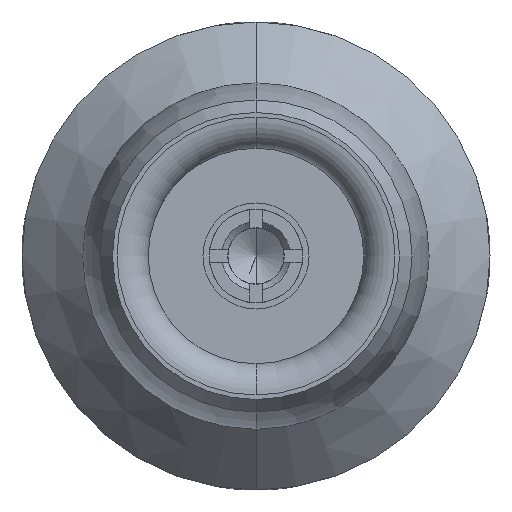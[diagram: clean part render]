
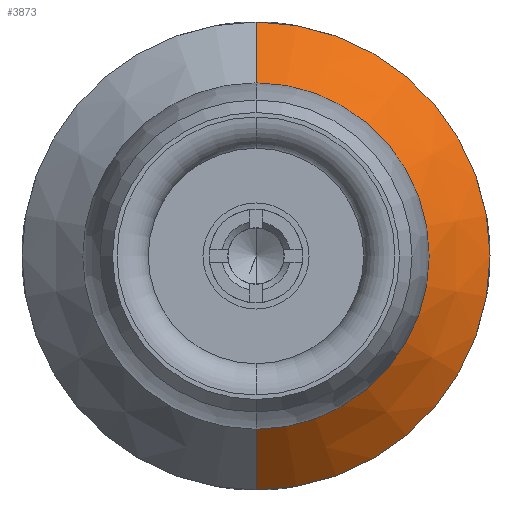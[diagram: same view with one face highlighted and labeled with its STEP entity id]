
A CAD part, left-side view. The second image highlights one B-rep face of the part: STEP entity #3873.
In plain terms, the highlighted conical face has half-angle 45 degrees and reference radius 5.55 mm.
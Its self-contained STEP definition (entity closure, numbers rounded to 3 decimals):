
#27 = ORIENTED_EDGE ( 'NONE', *, *, #3782, .T. ) ;
#36 = CARTESIAN_POINT ( 'NONE',  ( 3., 0., 0. ) ) ;
#283 = DIRECTION ( 'NONE',  ( 0., 0., -1. ) ) ;
#349 = CARTESIAN_POINT ( 'NONE',  ( 4.95, 0., 0. ) ) ;
#364 = CARTESIAN_POINT ( 'NONE',  ( 3., 0., 0. ) ) ;
#821 = CONICAL_SURFACE ( 'NONE', #1949, 5.55, 0.785 ) ;
#982 = DIRECTION ( 'NONE',  ( 0.707, 0., -0.707 ) ) ;
#1187 = CARTESIAN_POINT ( 'NONE',  ( 3., 0., 5.55 ) ) ;
#1651 = EDGE_CURVE ( 'NONE', #3891, #3985, #1691, .T. ) ;
#1658 = DIRECTION ( 'NONE',  ( 0., 0., -1. ) ) ;
#1691 = LINE ( 'NONE', #1187, #3357 ) ;
#1772 = FACE_OUTER_BOUND ( 'NONE', #4161, .T. ) ;
#1823 = EDGE_CURVE ( 'NONE', #3985, #2507, #2709, .T. ) ;
#1828 = DIRECTION ( 'NONE',  ( 0.707, 0., 0.707 ) ) ;
#1855 = EDGE_CURVE ( 'NONE', #3891, #3252, #4093, .T. ) ;
#1949 = AXIS2_PLACEMENT_3D ( 'NONE', #36, #2335, #1658 ) ;
#2082 = CARTESIAN_POINT ( 'NONE',  ( 3., 0., -5.55 ) ) ;
#2092 = LINE ( 'NONE', #2942, #3742 ) ;
#2205 = ORIENTED_EDGE ( 'NONE', *, *, #1823, .F. ) ;
#2335 = DIRECTION ( 'NONE',  ( 1., 0., 0. ) ) ;
#2507 = VERTEX_POINT ( 'NONE', #3133 ) ;
#2685 = ORIENTED_EDGE ( 'NONE', *, *, #1855, .T. ) ;
#2709 = CIRCLE ( 'NONE', #2834, 7.5 ) ;
#2834 = AXIS2_PLACEMENT_3D ( 'NONE', #349, #3974, #283 ) ;
#2942 = CARTESIAN_POINT ( 'NONE',  ( 3., 0., -5.55 ) ) ;
#3103 = ORIENTED_EDGE ( 'NONE', *, *, #1651, .F. ) ;
#3133 = CARTESIAN_POINT ( 'NONE',  ( 4.95, 0., -7.5 ) ) ;
#3252 = VERTEX_POINT ( 'NONE', #2082 ) ;
#3357 = VECTOR ( 'NONE', #1828, 1000. ) ;
#3668 = CARTESIAN_POINT ( 'NONE',  ( 3., 0., 5.55 ) ) ;
#3716 = CARTESIAN_POINT ( 'NONE',  ( 4.95, 0., 7.5 ) ) ;
#3742 = VECTOR ( 'NONE', #982, 1000. ) ;
#3782 = EDGE_CURVE ( 'NONE', #3252, #2507, #2092, .T. ) ;
#3873 = ADVANCED_FACE ( 'NONE', ( #1772 ), #821, .T. ) ;
#3891 = VERTEX_POINT ( 'NONE', #3668 ) ;
#3974 = DIRECTION ( 'NONE',  ( 1., 0., 0. ) ) ;
#3985 = VERTEX_POINT ( 'NONE', #3716 ) ;
#4093 = CIRCLE ( 'NONE', #4201, 5.55 ) ;
#4161 = EDGE_LOOP ( 'NONE', ( #3103, #2685, #27, #2205 ) ) ;
#4201 = AXIS2_PLACEMENT_3D ( 'NONE', #364, #4251, #4244 ) ;
#4244 = DIRECTION ( 'NONE',  ( 0., 0., -1. ) ) ;
#4251 = DIRECTION ( 'NONE',  ( 1., 0., 0. ) ) ;
